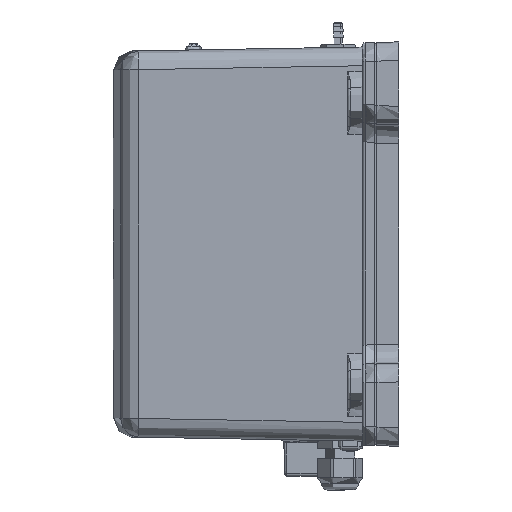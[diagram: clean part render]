
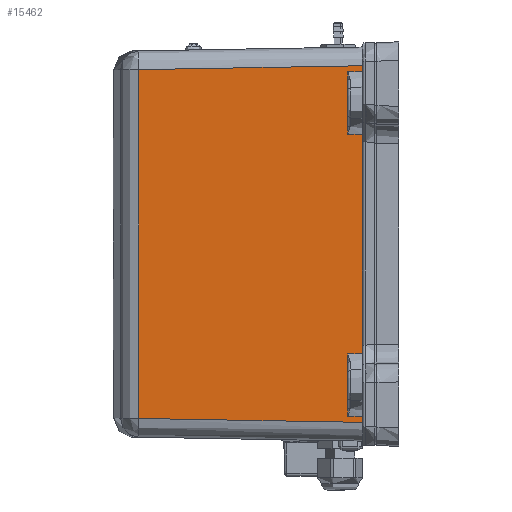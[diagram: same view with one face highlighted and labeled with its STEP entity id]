
A CAD part, left-side view. The second image highlights one B-rep face of the part: STEP entity #15462.
In plain terms, the highlighted planar face has unit normal (-1, 0.018, 0).
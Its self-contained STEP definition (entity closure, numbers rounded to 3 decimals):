
#2102=FACE_OUTER_BOUND('',#3048,.T.);
#3048=EDGE_LOOP('',(#11554,#11555,#11556,#11557,#11558,#11559,#11560,#11561,
#11562,#11563,#11564,#11565,#11566,#11567,#11568,#11569));
#4115=LINE('',#22432,#5192);
#4118=LINE('',#22444,#5195);
#4121=LINE('',#22456,#5198);
#4128=LINE('',#22895,#5205);
#4298=LINE('',#25686,#5375);
#4372=LINE('',#27188,#5449);
#4373=LINE('',#27190,#5450);
#4374=LINE('',#27192,#5451);
#4375=LINE('',#27194,#5452);
#4376=LINE('',#27196,#5453);
#4377=LINE('',#27197,#5454);
#4378=LINE('',#27199,#5455);
#4379=LINE('',#27201,#5456);
#4380=LINE('',#27203,#5457);
#4381=LINE('',#27205,#5458);
#4382=LINE('',#27206,#5459);
#5192=VECTOR('',#18196,1000.);
#5195=VECTOR('',#18205,1000.);
#5198=VECTOR('',#18214,1000.);
#5205=VECTOR('',#18231,10.);
#5375=VECTOR('',#18805,10.);
#5449=VECTOR('',#19059,10.);
#5450=VECTOR('',#19060,10.);
#5451=VECTOR('',#19061,1000.);
#5452=VECTOR('',#19062,1000.);
#5453=VECTOR('',#19063,1000.);
#5454=VECTOR('',#19064,10.);
#5455=VECTOR('',#19065,10.);
#5456=VECTOR('',#19066,1000.);
#5457=VECTOR('',#19067,1000.);
#5458=VECTOR('',#19068,1000.);
#5459=VECTOR('',#19069,10.);
#6336=VERTEX_POINT('',#22429);
#6337=VERTEX_POINT('',#22431);
#6342=VERTEX_POINT('',#22441);
#6343=VERTEX_POINT('',#22443);
#6348=VERTEX_POINT('',#22453);
#6349=VERTEX_POINT('',#22455);
#6363=VERTEX_POINT('',#22893);
#6580=VERTEX_POINT('',#25685);
#6646=VERTEX_POINT('',#27189);
#6647=VERTEX_POINT('',#27191);
#6648=VERTEX_POINT('',#27193);
#6649=VERTEX_POINT('',#27195);
#6650=VERTEX_POINT('',#27198);
#6651=VERTEX_POINT('',#27200);
#6652=VERTEX_POINT('',#27202);
#6653=VERTEX_POINT('',#27204);
#7999=EDGE_CURVE('',#6336,#6337,#4115,.T.);
#8005=EDGE_CURVE('',#6342,#6343,#4118,.T.);
#8011=EDGE_CURVE('',#6348,#6349,#4121,.T.);
#8027=EDGE_CURVE('',#6336,#6363,#4128,.T.);
#8344=EDGE_CURVE('',#6580,#6349,#4298,.T.);
#8473=EDGE_CURVE('',#6363,#6580,#4372,.T.);
#8474=EDGE_CURVE('',#6348,#6646,#4373,.T.);
#8475=EDGE_CURVE('',#6647,#6646,#4374,.T.);
#8476=EDGE_CURVE('',#6648,#6647,#4375,.T.);
#8477=EDGE_CURVE('',#6649,#6648,#4376,.T.);
#8478=EDGE_CURVE('',#6649,#6343,#4377,.T.);
#8479=EDGE_CURVE('',#6342,#6650,#4378,.T.);
#8480=EDGE_CURVE('',#6650,#6651,#4379,.T.);
#8481=EDGE_CURVE('',#6651,#6652,#4380,.T.);
#8482=EDGE_CURVE('',#6652,#6653,#4381,.T.);
#8483=EDGE_CURVE('',#6653,#6337,#4382,.T.);
#11554=ORIENTED_EDGE('',*,*,#8027,.T.);
#11555=ORIENTED_EDGE('',*,*,#8473,.T.);
#11556=ORIENTED_EDGE('',*,*,#8344,.T.);
#11557=ORIENTED_EDGE('',*,*,#8011,.F.);
#11558=ORIENTED_EDGE('',*,*,#8474,.T.);
#11559=ORIENTED_EDGE('',*,*,#8475,.F.);
#11560=ORIENTED_EDGE('',*,*,#8476,.F.);
#11561=ORIENTED_EDGE('',*,*,#8477,.F.);
#11562=ORIENTED_EDGE('',*,*,#8478,.T.);
#11563=ORIENTED_EDGE('',*,*,#8005,.F.);
#11564=ORIENTED_EDGE('',*,*,#8479,.T.);
#11565=ORIENTED_EDGE('',*,*,#8480,.T.);
#11566=ORIENTED_EDGE('',*,*,#8481,.T.);
#11567=ORIENTED_EDGE('',*,*,#8482,.T.);
#11568=ORIENTED_EDGE('',*,*,#8483,.T.);
#11569=ORIENTED_EDGE('',*,*,#7999,.F.);
#14938=PLANE('',#16674);
#15462=ADVANCED_FACE('',(#2102),#14938,.F.);
#16674=AXIS2_PLACEMENT_3D('',#27187,#19057,#19058);
#18196=DIRECTION('',(0.,0.,-1.));
#18205=DIRECTION('',(0.,0.,-1.));
#18214=DIRECTION('',(0.,0.,-1.));
#18231=DIRECTION('',(0.017,1.,-0.017));
#18805=DIRECTION('',(-0.017,-1.,-0.017));
#19057=DIRECTION('center_axis',(1.,-0.017,0.));
#19058=DIRECTION('ref_axis',(-0.017,-1.,0.));
#19059=DIRECTION('',(0.,0.,-1.));
#19060=DIRECTION('',(0.017,1.,0.017));
#19061=DIRECTION('',(0.,0.,-1.));
#19062=DIRECTION('',(0.,0.,-1.));
#19063=DIRECTION('',(0.,0.,-1.));
#19064=DIRECTION('',(-0.017,-1.,0.017));
#19065=DIRECTION('',(0.017,1.,0.017));
#19066=DIRECTION('',(0.,0.,1.));
#19067=DIRECTION('',(0.,0.,1.));
#19068=DIRECTION('',(0.,0.,1.));
#19069=DIRECTION('',(-0.017,-1.,0.017));
#22429=CARTESIAN_POINT('',(-115.101,5.7,80.183));
#22431=CARTESIAN_POINT('',(-115.101,5.7,77.58));
#22432=CARTESIAN_POINT('',(-115.101,5.7,-0.585));
#22441=CARTESIAN_POINT('',(-115.101,5.7,49.082));
#22443=CARTESIAN_POINT('',(-115.101,5.7,-50.251));
#22444=CARTESIAN_POINT('',(-115.101,5.7,-0.585));
#22453=CARTESIAN_POINT('',(-115.101,5.7,-78.749));
#22455=CARTESIAN_POINT('',(-115.101,5.7,-81.352));
#22456=CARTESIAN_POINT('',(-115.101,5.7,-0.585));
#22893=CARTESIAN_POINT('',(-113.336,106.79,78.418));
#22895=CARTESIAN_POINT('',(-115.101,5.7,80.183));
#25685=CARTESIAN_POINT('',(-113.336,106.79,-79.587));
#25686=CARTESIAN_POINT('',(-113.336,106.79,-79.587));
#27187=CARTESIAN_POINT('Origin',(-114.218,56.245,81.152));
#27188=CARTESIAN_POINT('',(-113.336,106.79,78.418));
#27189=CARTESIAN_POINT('',(-114.989,12.1,-78.637));
#27190=CARTESIAN_POINT('',(-115.101,5.7,-78.749));
#27191=CARTESIAN_POINT('',(-114.989,12.1,-74.737));
#27192=CARTESIAN_POINT('',(-114.989,12.1,-0.585));
#27193=CARTESIAN_POINT('',(-114.989,12.1,-54.263));
#27194=CARTESIAN_POINT('',(-114.989,12.1,-0.585));
#27195=CARTESIAN_POINT('',(-114.989,12.1,-50.363));
#27196=CARTESIAN_POINT('',(-114.989,12.1,-0.585));
#27197=CARTESIAN_POINT('',(-114.989,12.1,-50.363));
#27198=CARTESIAN_POINT('',(-114.989,12.1,49.193));
#27199=CARTESIAN_POINT('',(-115.101,5.7,49.082));
#27200=CARTESIAN_POINT('',(-114.989,12.1,53.094));
#27201=CARTESIAN_POINT('',(-114.989,12.1,-0.585));
#27202=CARTESIAN_POINT('',(-114.989,12.1,73.567));
#27203=CARTESIAN_POINT('',(-114.989,12.1,-0.585));
#27204=CARTESIAN_POINT('',(-114.989,12.1,77.468));
#27205=CARTESIAN_POINT('',(-114.989,12.1,-0.585));
#27206=CARTESIAN_POINT('',(-114.989,12.1,77.468));
